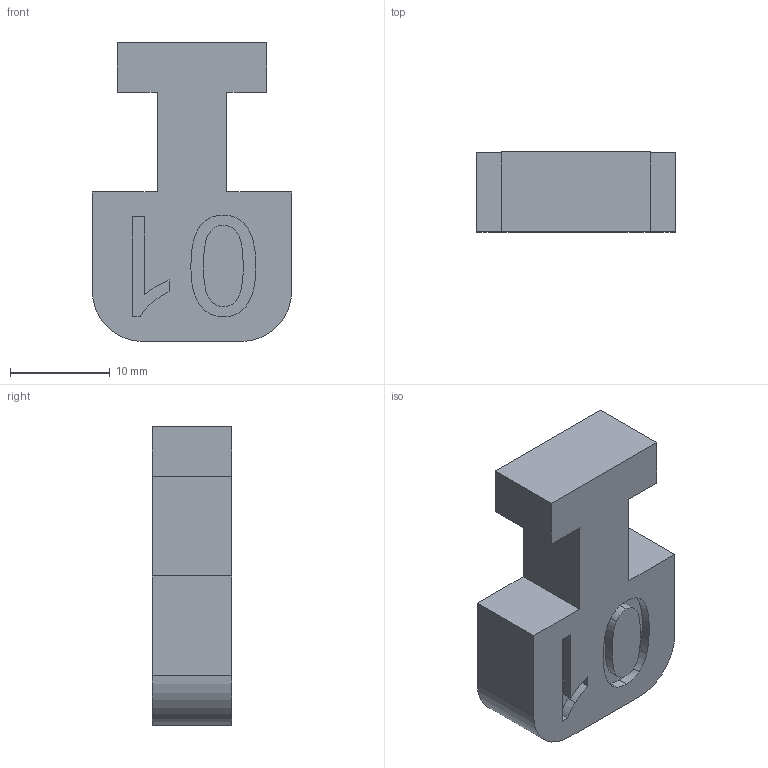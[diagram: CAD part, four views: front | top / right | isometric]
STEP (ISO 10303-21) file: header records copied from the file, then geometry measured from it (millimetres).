
FILE_DESCRIPTION(/* description */ (''),/* implementation_level */ '2;1');
FILE_NAME(/* name */ 'Component2.step',/* time_stamp */ '2021-05-22T16:09:11+09:00',/* author */ (''),/* organization */ (''),/* preprocessor_version */ 'ST-DEVELOPER v18.1',/* originating_system */ 'Autodesk Translation Framework v10.6.0.1341',/* authorisation */ '');
FILE_SCHEMA (('AUTOMOTIVE_DESIGN { 1 0 10303 214 3 1 1 }'));
Length unit declared in the file: millimetre
Products named in the file (1): FusionComponent
Bounding box: 20 x 8 x 30 mm (x, y, z)
Volume: 3430.9 mm3; surface area: 1837.8 mm2
Topology: 1 solids, 1 shells, 48 faces, 129 edges, 86 vertices
Faces by surface type: bspline 24, plane 22, cylinder 2
Entity records: 1558 total; most frequent: CARTESIAN_POINT 480, ORIENTED_EDGE 258, DIRECTION 135, EDGE_CURVE 129, VERTEX_POINT 86, LINE 77, VECTOR 77, EDGE_LOOP 51
